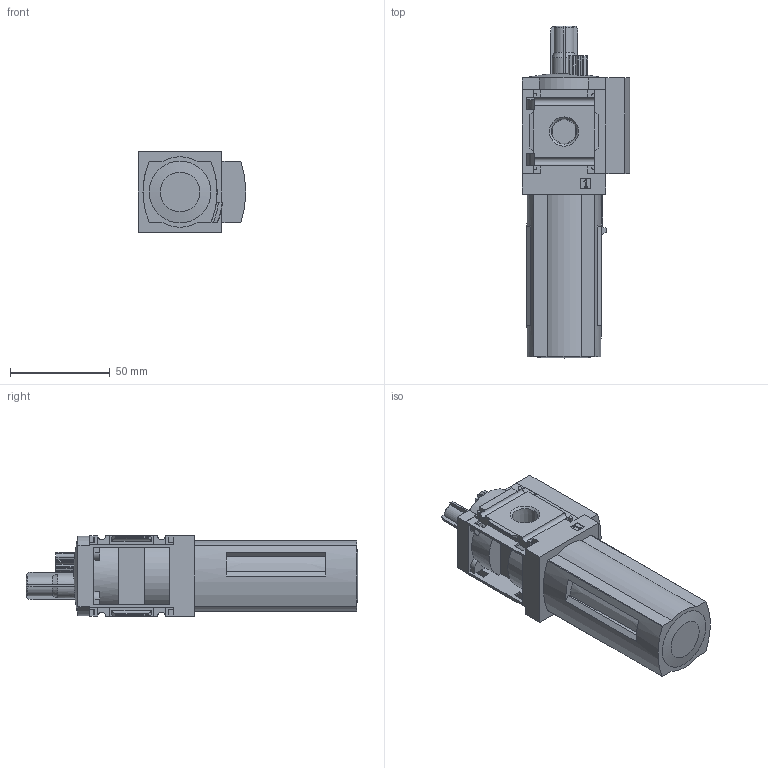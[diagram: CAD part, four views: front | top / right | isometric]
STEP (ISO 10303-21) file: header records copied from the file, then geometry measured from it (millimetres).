
FILE_DESCRIPTION(/* description */ ('STEP AP214'),/* implementation_level */ '2;1');
FILE_NAME(/* name */ '531702_MS4N-LOE-1_4-R',/* time_stamp */ '2024-09-09T22:14:16+02:00',/* author */ ('License CC BY-ND 4.0'),/* organization */ ('CADENAS'),/* preprocessor_version */ 'ST-DEVELOPER v19.3',/* originating_system */ 'PARTsolutions',/* authorisation */ ' ');
FILE_SCHEMA (('AUTOMOTIVE_DESIGN {1 0 10303 214 3 1 1}'));
Length unit declared in the file: millimetre
Products named in the file (2): 531702 MS4N-LOE-1/4-R; 527702 MS4N-LOE-1/4-R-0D
Assembly tree (1 placements, depth 2):
  531702 MS4N-LOE-1/4-R
    527702 MS4N-LOE-1/4-R-0D
Bounding box: 54 x 166.6 x 40.2 mm (x, y, z)
Volume: 192318.4 mm3; surface area: 30160.2 mm2
Topology: 1 solids, 1 shells, 336 faces, 960 edges, 633 vertices
Faces by surface type: plane 229, cylinder 87, cone 16, torus 3, sphere 1
Full cylindrical faces by diameter (mm): 3.2 x1
Entity records: 13335 total; most frequent: CARTESIAN_POINT 2191, ORIENTED_EDGE 1902, DIRECTION 1725, EDGE_CURVE 951, LINE 675, VECTOR 675, VERTEX_POINT 631, AXIS2_PLACEMENT_3D 525
